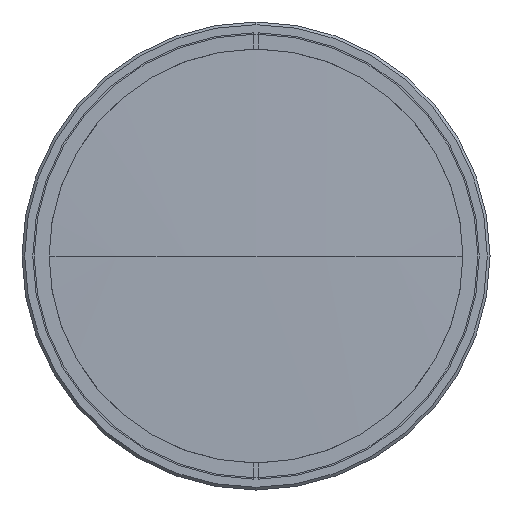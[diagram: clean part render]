
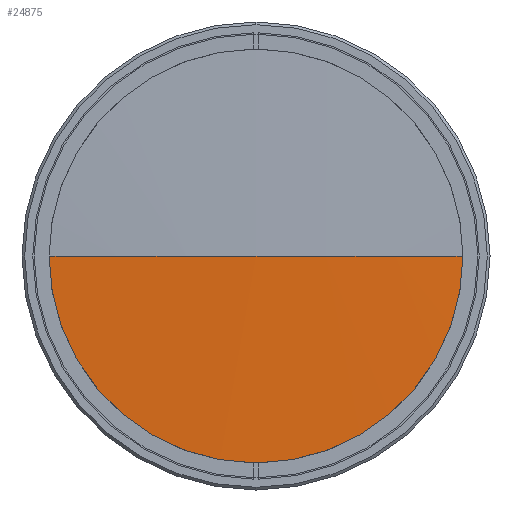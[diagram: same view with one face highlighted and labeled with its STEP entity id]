
A CAD part, left-side view. The second image highlights one B-rep face of the part: STEP entity #24875.
In plain terms, the highlighted spherical face has radius 2148.64 mm.
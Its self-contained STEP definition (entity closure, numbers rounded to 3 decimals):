
#976 = AXIS2_PLACEMENT_3D ( 'NONE', #29641, #3989, #24058 ) ;
#2075 = DIRECTION ( 'NONE',  ( -1., 0., 0. ) ) ;
#2780 = SPHERICAL_SURFACE ( 'NONE', #4433, 2148.64 ) ;
#3294 = CARTESIAN_POINT ( 'NONE',  ( 1.39, 0., 0. ) ) ;
#3524 = VERTEX_POINT ( 'NONE', #22748 ) ;
#3989 = DIRECTION ( 'NONE',  ( 0., 0., -1. ) ) ;
#4433 = AXIS2_PLACEMENT_3D ( 'NONE', #15938, #8363, #10175 ) ;
#5594 = FACE_OUTER_BOUND ( 'NONE', #5816, .T. ) ;
#5816 = EDGE_LOOP ( 'NONE', ( #12125, #22770, #16992, #11907 ) ) ;
#6031 = AXIS2_PLACEMENT_3D ( 'NONE', #26099, #8616, #16201 ) ;
#6102 = EDGE_CURVE ( 'NONE', #26170, #3524, #19350, .T. ) ;
#7150 = DIRECTION ( 'NONE',  ( 0., 0., 1. ) ) ;
#7181 = EDGE_CURVE ( 'NONE', #25106, #3524, #21793, .T. ) ;
#8363 = DIRECTION ( 'NONE',  ( 0., 0., -1. ) ) ;
#8616 = DIRECTION ( 'NONE',  ( 0., 0., 1. ) ) ;
#9237 = EDGE_CURVE ( 'NONE', #25106, #27112, #11237, .T. ) ;
#9703 = CARTESIAN_POINT ( 'NONE',  ( 1.39, 0., -77.288 ) ) ;
#10175 = DIRECTION ( 'NONE',  ( 0., 1., 0. ) ) ;
#11237 = CIRCLE ( 'NONE', #27548, 77.288 ) ;
#11907 = ORIENTED_EDGE ( 'NONE', *, *, #7181, .F. ) ;
#12125 = ORIENTED_EDGE ( 'NONE', *, *, #9237, .T. ) ;
#15785 = DIRECTION ( 'NONE',  ( 0., 0., 1. ) ) ;
#15938 = CARTESIAN_POINT ( 'NONE',  ( 2148.64, 0., 0. ) ) ;
#16201 = DIRECTION ( 'NONE',  ( 1., 0., 0. ) ) ;
#16992 = ORIENTED_EDGE ( 'NONE', *, *, #6102, .T. ) ;
#17201 = CARTESIAN_POINT ( 'NONE',  ( 1.39, 0., 0. ) ) ;
#18136 = AXIS2_PLACEMENT_3D ( 'NONE', #17201, #2075, #7150 ) ;
#19350 = CIRCLE ( 'NONE', #976, 2148.64 ) ;
#19858 = CARTESIAN_POINT ( 'NONE',  ( 1.39, -77.288, 0. ) ) ;
#21793 = CIRCLE ( 'NONE', #6031, 2148.64 ) ;
#22748 = CARTESIAN_POINT ( 'NONE',  ( 0., 0., 0. ) ) ;
#22770 = ORIENTED_EDGE ( 'NONE', *, *, #26500, .T. ) ;
#23523 = CARTESIAN_POINT ( 'NONE',  ( 1.39, 77.288, 0. ) ) ;
#24058 = DIRECTION ( 'NONE',  ( 0., 1., 0. ) ) ;
#24875 = ADVANCED_FACE ( 'NONE', ( #5594 ), #2780, .T. ) ;
#25106 = VERTEX_POINT ( 'NONE', #23523 ) ;
#25684 = DIRECTION ( 'NONE',  ( -1., 0., 0. ) ) ;
#26099 = CARTESIAN_POINT ( 'NONE',  ( 2148.64, 0., 0. ) ) ;
#26170 = VERTEX_POINT ( 'NONE', #19858 ) ;
#26500 = EDGE_CURVE ( 'NONE', #27112, #26170, #32316, .T. ) ;
#27112 = VERTEX_POINT ( 'NONE', #9703 ) ;
#27548 = AXIS2_PLACEMENT_3D ( 'NONE', #3294, #25684, #15785 ) ;
#29641 = CARTESIAN_POINT ( 'NONE',  ( 2148.64, 0., 0. ) ) ;
#32316 = CIRCLE ( 'NONE', #18136, 77.288 ) ;
